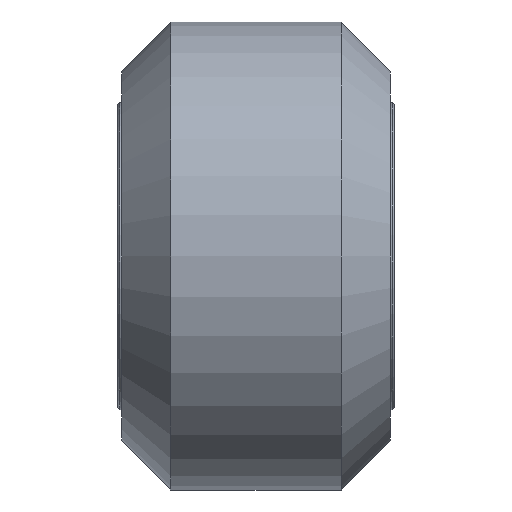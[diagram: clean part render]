
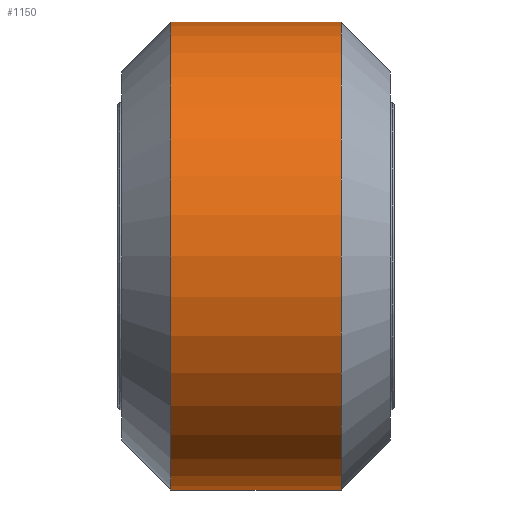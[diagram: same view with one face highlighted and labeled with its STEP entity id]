
A CAD part, front view. The second image highlights one B-rep face of the part: STEP entity #1150.
In plain terms, the highlighted cylindrical face has radius 7.607 mm (diameter 15.215 mm), a partial arc.
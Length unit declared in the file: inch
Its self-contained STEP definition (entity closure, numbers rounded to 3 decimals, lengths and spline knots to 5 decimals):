
#41 = ORIENTED_EDGE ( 'NONE', *, *, #161, .T. ) ;
#77 = DIRECTION ( 'NONE',  ( 1., 0., 0. ) ) ;
#99 = VERTEX_POINT ( 'NONE', #1987 ) ;
#161 = EDGE_CURVE ( 'NONE', #2105, #99, #729, .T. ) ;
#283 = AXIS2_PLACEMENT_3D ( 'NONE', #1259, #1491, #419 ) ;
#305 = CARTESIAN_POINT ( 'NONE',  ( -0.1089, 0., 0.2995 ) ) ;
#343 = VERTEX_POINT ( 'NONE', #1873 ) ;
#397 = ORIENTED_EDGE ( 'NONE', *, *, #1736, .F. ) ;
#419 = DIRECTION ( 'NONE',  ( 0., 0., -1. ) ) ;
#445 = ORIENTED_EDGE ( 'NONE', *, *, #2676, .F. ) ;
#621 = CYLINDRICAL_SURFACE ( 'NONE', #1490, 0.2995 ) ;
#729 = CIRCLE ( 'NONE', #900, 0.2995 ) ;
#852 = EDGE_LOOP ( 'NONE', ( #445, #41, #2353, #397 ) ) ;
#865 = FACE_OUTER_BOUND ( 'NONE', #852, .T. ) ;
#900 = AXIS2_PLACEMENT_3D ( 'NONE', #2373, #77, #2383 ) ;
#955 = CARTESIAN_POINT ( 'NONE',  ( 0., 0., 0.2995 ) ) ;
#960 = EDGE_CURVE ( 'NONE', #99, #2158, #1990, .T. ) ;
#1150 = ADVANCED_FACE ( 'NONE', ( #865 ), #621, .T. ) ;
#1195 = DIRECTION ( 'NONE',  ( 1., 0., 0. ) ) ;
#1216 = CARTESIAN_POINT ( 'NONE',  ( 0., 0., -0.2995 ) ) ;
#1259 = CARTESIAN_POINT ( 'NONE',  ( 0.1089, 0., 0. ) ) ;
#1437 = DIRECTION ( 'NONE',  ( 1., 0., 0. ) ) ;
#1451 = VECTOR ( 'NONE', #1195, 39.37008 ) ;
#1490 = AXIS2_PLACEMENT_3D ( 'NONE', #2490, #1437, #2500 ) ;
#1491 = DIRECTION ( 'NONE',  ( 1., 0., 0. ) ) ;
#1625 = DIRECTION ( 'NONE',  ( 1., 0., 0. ) ) ;
#1736 = EDGE_CURVE ( 'NONE', #343, #2158, #2371, .T. ) ;
#1873 = CARTESIAN_POINT ( 'NONE',  ( 0.1089, 0., 0.2995 ) ) ;
#1927 = VECTOR ( 'NONE', #1625, 39.37008 ) ;
#1987 = CARTESIAN_POINT ( 'NONE',  ( -0.1089, 0., -0.2995 ) ) ;
#1990 = LINE ( 'NONE', #1216, #1927 ) ;
#2105 = VERTEX_POINT ( 'NONE', #305 ) ;
#2158 = VERTEX_POINT ( 'NONE', #2428 ) ;
#2353 = ORIENTED_EDGE ( 'NONE', *, *, #960, .T. ) ;
#2371 = CIRCLE ( 'NONE', #283, 0.2995 ) ;
#2373 = CARTESIAN_POINT ( 'NONE',  ( -0.1089, 0., 0. ) ) ;
#2383 = DIRECTION ( 'NONE',  ( 0., 0., -1. ) ) ;
#2428 = CARTESIAN_POINT ( 'NONE',  ( 0.1089, 0., -0.2995 ) ) ;
#2490 = CARTESIAN_POINT ( 'NONE',  ( 0., 0., 0. ) ) ;
#2500 = DIRECTION ( 'NONE',  ( 0., 0., -1. ) ) ;
#2610 = LINE ( 'NONE', #955, #1451 ) ;
#2676 = EDGE_CURVE ( 'NONE', #2105, #343, #2610, .T. ) ;
